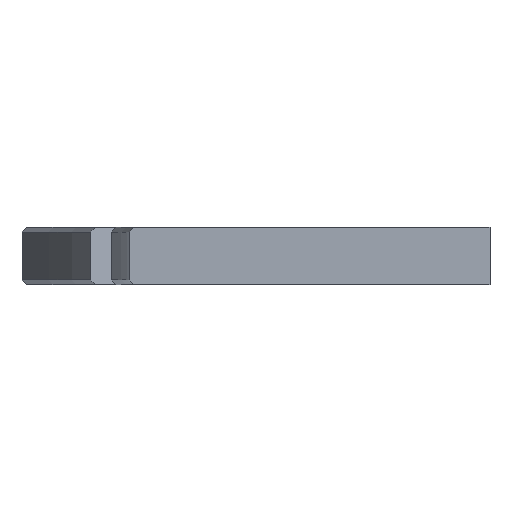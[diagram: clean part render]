
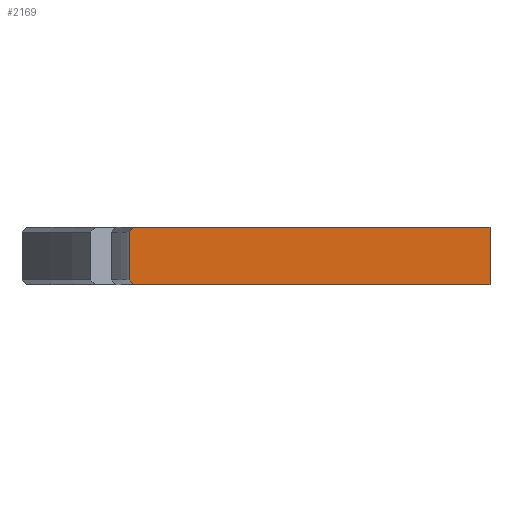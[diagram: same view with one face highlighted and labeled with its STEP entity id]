
A CAD part, front view. The second image highlights one B-rep face of the part: STEP entity #2169.
In plain terms, the highlighted planar face has unit normal (0, -1, 0).
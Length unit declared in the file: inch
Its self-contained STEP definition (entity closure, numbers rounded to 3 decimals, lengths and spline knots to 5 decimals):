
#7 = CARTESIAN_POINT ( 'NONE',  ( 6.25, 0., -0.3735 ) ) ;
#44 = ORIENTED_EDGE ( 'NONE', *, *, #3007, .T. ) ;
#61 = LINE ( 'NONE', #1024, #1800 ) ;
#149 = VERTEX_POINT ( 'NONE', #2598 ) ;
#246 = VERTEX_POINT ( 'NONE', #1679 ) ;
#355 = DIRECTION ( 'NONE',  ( 0., 0., 1. ) ) ;
#381 = LINE ( 'NONE', #2332, #1558 ) ;
#442 = VECTOR ( 'NONE', #470, 39.37008 ) ;
#447 = DIRECTION ( 'NONE',  ( -0.707, 0., -0.707 ) ) ;
#470 = DIRECTION ( 'NONE',  ( 1., 0., 0. ) ) ;
#524 = EDGE_CURVE ( 'NONE', #246, #2357, #1544, .T. ) ;
#571 = CARTESIAN_POINT ( 'NONE',  ( 6.219, 0., -0.3735 ) ) ;
#665 = CARTESIAN_POINT ( 'NONE',  ( 6.219, 0., -0.3735 ) ) ;
#705 = CARTESIAN_POINT ( 'NONE',  ( 6.219, 0., 0. ) ) ;
#727 = EDGE_CURVE ( 'NONE', #149, #826, #61, .T. ) ;
#797 = VECTOR ( 'NONE', #911, 39.37008 ) ;
#826 = VERTEX_POINT ( 'NONE', #7 ) ;
#911 = DIRECTION ( 'NONE',  ( 1., 0., 0. ) ) ;
#973 = ORIENTED_EDGE ( 'NONE', *, *, #2989, .T. ) ;
#989 = AXIS2_PLACEMENT_3D ( 'NONE', #571, #2276, #1081 ) ;
#1024 = CARTESIAN_POINT ( 'NONE',  ( 0., 0., 5.8765 ) ) ;
#1067 = PLANE ( 'NONE',  #989 ) ;
#1081 = DIRECTION ( 'NONE',  ( 0., 0., -1. ) ) ;
#1103 = FACE_OUTER_BOUND ( 'NONE', #1453, .T. ) ;
#1107 = CARTESIAN_POINT ( 'NONE',  ( 6.25, 0., 0. ) ) ;
#1180 = EDGE_CURVE ( 'NONE', #149, #2556, #381, .T. ) ;
#1453 = EDGE_LOOP ( 'NONE', ( #2971, #1736, #973, #2265, #2373, #44 ) ) ;
#1530 = CARTESIAN_POINT ( 'NONE',  ( 8.563, 0., -0.3735 ) ) ;
#1544 = LINE ( 'NONE', #1530, #1654 ) ;
#1558 = VECTOR ( 'NONE', #2288, 39.37008 ) ;
#1626 = LINE ( 'NONE', #2592, #2500 ) ;
#1630 = CARTESIAN_POINT ( 'NONE',  ( 6.219, 0., -0.031 ) ) ;
#1654 = VECTOR ( 'NONE', #355, 39.37008 ) ;
#1679 = CARTESIAN_POINT ( 'NONE',  ( 8.563, 0., -0.3735 ) ) ;
#1736 = ORIENTED_EDGE ( 'NONE', *, *, #727, .T. ) ;
#1800 = VECTOR ( 'NONE', #2975, 39.37008 ) ;
#1835 = CARTESIAN_POINT ( 'NONE',  ( 8.563, 0., 0. ) ) ;
#1917 = VERTEX_POINT ( 'NONE', #1107 ) ;
#1979 = EDGE_CURVE ( 'NONE', #1917, #2357, #2355, .T. ) ;
#2169 = ADVANCED_FACE ( 'NONE', ( #1103 ), #1067, .T. ) ;
#2265 = ORIENTED_EDGE ( 'NONE', *, *, #524, .T. ) ;
#2276 = DIRECTION ( 'NONE',  ( 0., -1., 0. ) ) ;
#2288 = DIRECTION ( 'NONE',  ( 0., 0., 1. ) ) ;
#2332 = CARTESIAN_POINT ( 'NONE',  ( 6.219, 0., -0.3735 ) ) ;
#2355 = LINE ( 'NONE', #705, #442 ) ;
#2357 = VERTEX_POINT ( 'NONE', #1835 ) ;
#2373 = ORIENTED_EDGE ( 'NONE', *, *, #1979, .F. ) ;
#2500 = VECTOR ( 'NONE', #447, 39.37008 ) ;
#2556 = VERTEX_POINT ( 'NONE', #1630 ) ;
#2592 = CARTESIAN_POINT ( 'NONE',  ( 0., 0., -6.25 ) ) ;
#2598 = CARTESIAN_POINT ( 'NONE',  ( 6.219, 0., -0.3425 ) ) ;
#2971 = ORIENTED_EDGE ( 'NONE', *, *, #1180, .F. ) ;
#2975 = DIRECTION ( 'NONE',  ( 0.707, 0., -0.707 ) ) ;
#2989 = EDGE_CURVE ( 'NONE', #826, #246, #3107, .T. ) ;
#3007 = EDGE_CURVE ( 'NONE', #1917, #2556, #1626, .T. ) ;
#3107 = LINE ( 'NONE', #665, #797 ) ;
